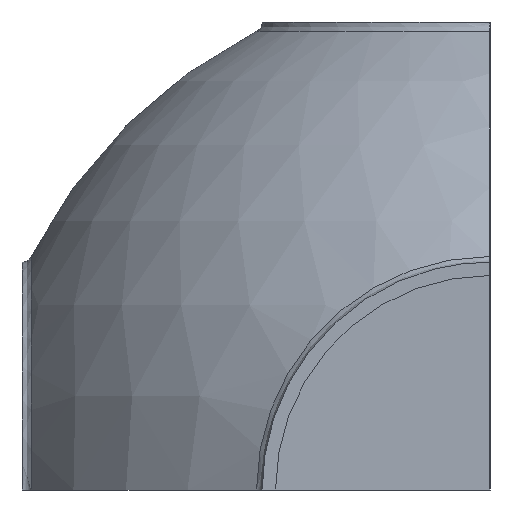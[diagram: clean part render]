
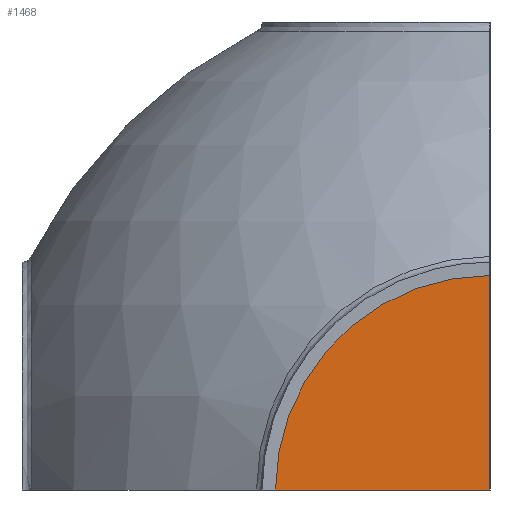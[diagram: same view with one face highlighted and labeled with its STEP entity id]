
A CAD part, left-side view. The second image highlights one B-rep face of the part: STEP entity #1468.
In plain terms, the highlighted planar face has unit normal (-1, 0, 0).
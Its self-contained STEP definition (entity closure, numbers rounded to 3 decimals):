
#209 = B_SPLINE_SURFACE_WITH_KNOTS('',1,1,(
    (#210,#211)
    ,(#212,#213
  )),.UNSPECIFIED.,.F.,.F.,.F.,(2,2),(2,2),(0.188,0.313),(0.25,0.313)
  ,.PIECEWISE_BEZIER_KNOTS.);
#210 = CARTESIAN_POINT('',(-0.1,0.,0.));
#211 = CARTESIAN_POINT('',(-0.1,0.1,0.));
#212 = CARTESIAN_POINT('',(0.1,0.,0.));
#213 = CARTESIAN_POINT('',(0.1,0.1,0.));
#298 = B_SPLINE_SURFACE_WITH_KNOTS('',1,1,(
    (#299,#300)
    ,(#301,#302
    )),.UNSPECIFIED.,.F.,.F.,.F.,(2,2),(2,2),(0.25,0.306),(
    0.194,0.306),.PIECEWISE_BEZIER_KNOTS.);
#299 = CARTESIAN_POINT('',(-0.1,0.,0.));
#300 = CARTESIAN_POINT('',(0.1,0.,0.));
#301 = CARTESIAN_POINT('',(-0.1,0.,0.1));
#302 = CARTESIAN_POINT('',(0.1,0.,0.1));
#681 = VERTEX_POINT('',#682);
#682 = CARTESIAN_POINT('',(-0.1,0.046,0.));
#706 = EDGE_CURVE('',#681,#707,#709,.T.);
#707 = VERTEX_POINT('',#708);
#708 = CARTESIAN_POINT('',(-0.1,0.,0.));
#709 = SURFACE_CURVE('',#710,(#714,#720),.PCURVE_S1.);
#710 = LINE('',#711,#712);
#711 = CARTESIAN_POINT('',(-0.1,-0.1,0.));
#712 = VECTOR('',#713,1.);
#713 = DIRECTION('',(0.,-1.,0.));
#714 = PCURVE('',#209,#715);
#715 = DEFINITIONAL_REPRESENTATION('',(#716),#719);
#716 = B_SPLINE_CURVE_WITH_KNOTS('',1,(#717,#718),.UNSPECIFIED.,.F.,.F.,
  (2,2),(-0.146,-0.1),.PIECEWISE_BEZIER_KNOTS.);
#717 = CARTESIAN_POINT('',(0.188,0.279));
#718 = CARTESIAN_POINT('',(0.188,0.25));
#719 = ( GEOMETRIC_REPRESENTATION_CONTEXT(2) 
PARAMETRIC_REPRESENTATION_CONTEXT() REPRESENTATION_CONTEXT('2D SPACE',''
  ) );
#720 = PCURVE('',#721,#726);
#721 = PLANE('',#722);
#722 = AXIS2_PLACEMENT_3D('',#723,#724,#725);
#723 = CARTESIAN_POINT('',(-0.1,-0.1,-0.1));
#724 = DIRECTION('',(1.,0.,0.));
#725 = DIRECTION('',(0.,1.,0.));
#726 = DEFINITIONAL_REPRESENTATION('',(#727),#731);
#727 = LINE('',#728,#729);
#728 = CARTESIAN_POINT('',(0.,0.1));
#729 = VECTOR('',#730,1.);
#730 = DIRECTION('',(-1.,0.));
#731 = ( GEOMETRIC_REPRESENTATION_CONTEXT(2) 
PARAMETRIC_REPRESENTATION_CONTEXT() REPRESENTATION_CONTEXT('2D SPACE',''
  ) );
#808 = EDGE_CURVE('',#707,#809,#811,.T.);
#809 = VERTEX_POINT('',#810);
#810 = CARTESIAN_POINT('',(-0.1,0.,0.046));
#811 = SURFACE_CURVE('',#812,(#816,#822),.PCURVE_S1.);
#812 = LINE('',#813,#814);
#813 = CARTESIAN_POINT('',(-0.1,0.,-0.1));
#814 = VECTOR('',#815,1.);
#815 = DIRECTION('',(0.,0.,1.));
#816 = PCURVE('',#298,#817);
#817 = DEFINITIONAL_REPRESENTATION('',(#818),#821);
#818 = B_SPLINE_CURVE_WITH_KNOTS('',1,(#819,#820),.UNSPECIFIED.,.F.,.F.,
  (2,2),(0.1,0.146),.PIECEWISE_BEZIER_KNOTS.);
#819 = CARTESIAN_POINT('',(0.25,0.194));
#820 = CARTESIAN_POINT('',(0.275,0.194));
#821 = ( GEOMETRIC_REPRESENTATION_CONTEXT(2) 
PARAMETRIC_REPRESENTATION_CONTEXT() REPRESENTATION_CONTEXT('2D SPACE',''
  ) );
#822 = PCURVE('',#721,#823);
#823 = DEFINITIONAL_REPRESENTATION('',(#824),#828);
#824 = LINE('',#825,#826);
#825 = CARTESIAN_POINT('',(0.1,0.));
#826 = VECTOR('',#827,1.);
#827 = DIRECTION('',(0.,1.));
#828 = ( GEOMETRIC_REPRESENTATION_CONTEXT(2) 
PARAMETRIC_REPRESENTATION_CONTEXT() REPRESENTATION_CONTEXT('2D SPACE',''
  ) );
#1454 = ( BOUNDED_SURFACE() B_SPLINE_SURFACE(2,1,(
    (#1455,#1456)
    ,(#1457,#1458)
    ,(#1459,#1460
)),.UNSPECIFIED.,.F.,.F.,.F.) B_SPLINE_SURFACE_WITH_KNOTS((3,3),(2,2),(
    0.,1.),(0.,1.),.PIECEWISE_BEZIER_KNOTS.) 
GEOMETRIC_REPRESENTATION_ITEM() RATIONAL_B_SPLINE_SURFACE((
    (1.,1.)
    ,(0.707,0.707)
,(1.,1.))) REPRESENTATION_ITEM('') SURFACE() );
#1455 = CARTESIAN_POINT('',(-0.1,0.046,0.));
#1456 = CARTESIAN_POINT('',(-0.1,0.049,0.));
#1457 = CARTESIAN_POINT('',(-0.1,0.046,0.046)
  );
#1458 = CARTESIAN_POINT('',(-0.1,0.049,0.049));
#1459 = CARTESIAN_POINT('',(-0.1,0.,0.046)
  );
#1460 = CARTESIAN_POINT('',(-0.1,0.,0.049));
#1468 = ADVANCED_FACE('',(#1469),#721,.F.);
#1469 = FACE_BOUND('',#1470,.T.);
#1470 = EDGE_LOOP('',(#1471,#1472,#1473));
#1471 = ORIENTED_EDGE('',*,*,#706,.T.);
#1472 = ORIENTED_EDGE('',*,*,#808,.T.);
#1473 = ORIENTED_EDGE('',*,*,#1474,.F.);
#1474 = EDGE_CURVE('',#681,#809,#1475,.T.);
#1475 = SURFACE_CURVE('',#1476,(#1481,#1488),.PCURVE_S1.);
#1476 = CIRCLE('',#1477,0.046);
#1477 = AXIS2_PLACEMENT_3D('',#1478,#1479,#1480);
#1478 = CARTESIAN_POINT('',(-0.1,0.,0.));
#1479 = DIRECTION('',(1.,-0.,0.));
#1480 = DIRECTION('',(0.,0.,-1.));
#1481 = PCURVE('',#721,#1482);
#1482 = DEFINITIONAL_REPRESENTATION('',(#1483),#1487);
#1483 = CIRCLE('',#1484,0.046);
#1484 = AXIS2_PLACEMENT_2D('',#1485,#1486);
#1485 = CARTESIAN_POINT('',(0.1,0.1));
#1486 = DIRECTION('',(0.,-1.));
#1487 = ( GEOMETRIC_REPRESENTATION_CONTEXT(2) 
PARAMETRIC_REPRESENTATION_CONTEXT() REPRESENTATION_CONTEXT('2D SPACE',''
  ) );
#1488 = PCURVE('',#1454,#1489);
#1489 = DEFINITIONAL_REPRESENTATION('',(#1490),#1497);
#1490 = B_SPLINE_CURVE_WITH_KNOTS('',5,(#1491,#1492,#1493,#1494,#1495,
    #1496),.UNSPECIFIED.,.F.,.F.,(6,6),(1.571,3.142),
  .PIECEWISE_BEZIER_KNOTS.);
#1491 = CARTESIAN_POINT('',(0.,0.));
#1492 = CARTESIAN_POINT('',(0.222,0.));
#1493 = CARTESIAN_POINT('',(0.408,0.));
#1494 = CARTESIAN_POINT('',(0.592,0.));
#1495 = CARTESIAN_POINT('',(0.778,0.));
#1496 = CARTESIAN_POINT('',(1.,0.));
#1497 = ( GEOMETRIC_REPRESENTATION_CONTEXT(2) 
PARAMETRIC_REPRESENTATION_CONTEXT() REPRESENTATION_CONTEXT('2D SPACE',''
  ) );
